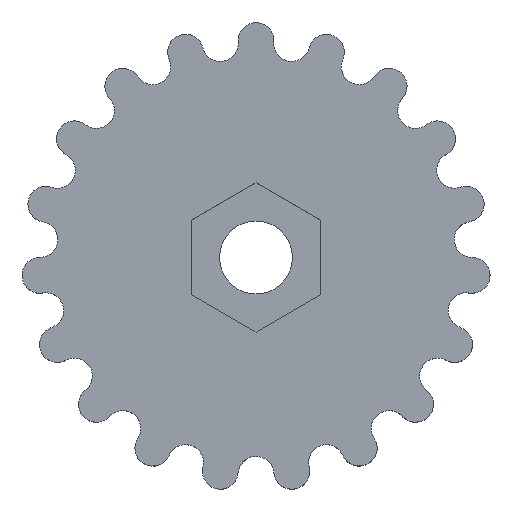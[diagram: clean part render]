
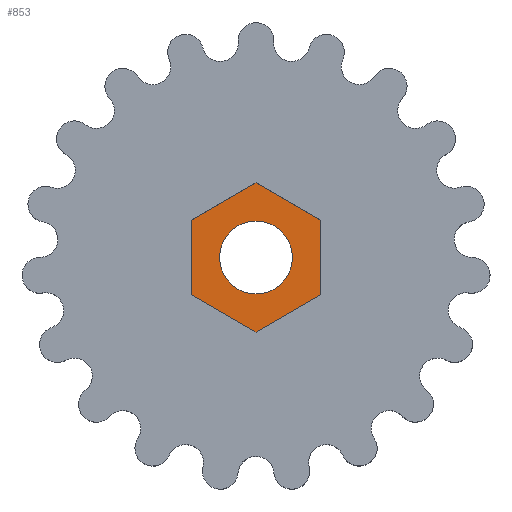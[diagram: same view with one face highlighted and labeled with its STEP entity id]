
A CAD part, top view. The second image highlights one B-rep face of the part: STEP entity #853.
In plain terms, the highlighted planar face has unit normal (0, 0, 1).
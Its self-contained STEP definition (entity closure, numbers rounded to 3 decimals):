
#15=FACE_BOUND('',#77,.T.);
#18=PLANE('',#926);
#28=FACE_OUTER_BOUND('',#76,.T.);
#76=EDGE_LOOP('',(#547,#548,#549,#550,#551,#552));
#77=EDGE_LOOP('',(#553));
#127=LINE('',#1370,#184);
#128=LINE('',#1372,#185);
#129=LINE('',#1374,#186);
#130=LINE('',#1376,#187);
#131=LINE('',#1378,#188);
#132=LINE('',#1379,#189);
#184=VECTOR('',#1060,10.);
#185=VECTOR('',#1061,10.);
#186=VECTOR('',#1062,10.);
#187=VECTOR('',#1063,10.);
#188=VECTOR('',#1064,10.);
#189=VECTOR('',#1065,10.);
#240=CIRCLE('',#924,2.1);
#318=VERTEX_POINT('',#1362);
#320=VERTEX_POINT('',#1368);
#321=VERTEX_POINT('',#1369);
#322=VERTEX_POINT('',#1371);
#323=VERTEX_POINT('',#1373);
#324=VERTEX_POINT('',#1375);
#325=VERTEX_POINT('',#1377);
#408=EDGE_CURVE('',#318,#318,#240,.T.);
#411=EDGE_CURVE('',#320,#321,#127,.T.);
#412=EDGE_CURVE('',#322,#320,#128,.T.);
#413=EDGE_CURVE('',#323,#322,#129,.T.);
#414=EDGE_CURVE('',#324,#323,#130,.T.);
#415=EDGE_CURVE('',#325,#324,#131,.T.);
#416=EDGE_CURVE('',#321,#325,#132,.T.);
#547=ORIENTED_EDGE('',*,*,#411,.F.);
#548=ORIENTED_EDGE('',*,*,#412,.F.);
#549=ORIENTED_EDGE('',*,*,#413,.F.);
#550=ORIENTED_EDGE('',*,*,#414,.F.);
#551=ORIENTED_EDGE('',*,*,#415,.F.);
#552=ORIENTED_EDGE('',*,*,#416,.F.);
#553=ORIENTED_EDGE('',*,*,#408,.T.);
#853=ADVANCED_FACE('',(#28,#15),#18,.T.);
#924=AXIS2_PLACEMENT_3D('',#1363,#1053,#1054);
#926=AXIS2_PLACEMENT_3D('',#1367,#1058,#1059);
#1053=DIRECTION('center_axis',(0.,0.,-1.));
#1054=DIRECTION('ref_axis',(-1.,0.,0.));
#1058=DIRECTION('center_axis',(0.,0.,1.));
#1059=DIRECTION('ref_axis',(1.,0.,0.));
#1060=DIRECTION('',(0.,1.,0.));
#1061=DIRECTION('',(-0.866,0.5,0.));
#1062=DIRECTION('',(-0.866,-0.5,0.));
#1063=DIRECTION('',(0.,-1.,0.));
#1064=DIRECTION('',(0.866,-0.5,0.));
#1065=DIRECTION('',(0.866,0.5,0.));
#1362=CARTESIAN_POINT('',(2.1,0.,1.));
#1363=CARTESIAN_POINT('Origin',(0.,0.,1.));
#1367=CARTESIAN_POINT('Origin',(0.,0.,
1.));
#1368=CARTESIAN_POINT('',(-3.725,-2.151,1.));
#1369=CARTESIAN_POINT('',(-3.725,2.151,1.));
#1370=CARTESIAN_POINT('',(-3.725,-1.075,1.));
#1371=CARTESIAN_POINT('',(0.,-4.301,1.));
#1372=CARTESIAN_POINT('',(-0.931,-3.764,1.));
#1373=CARTESIAN_POINT('',(3.725,-2.151,1.));
#1374=CARTESIAN_POINT('',(2.794,-2.688,1.));
#1375=CARTESIAN_POINT('',(3.725,2.151,1.));
#1376=CARTESIAN_POINT('',(3.725,1.075,1.));
#1377=CARTESIAN_POINT('',(0.,4.301,1.));
#1378=CARTESIAN_POINT('',(0.931,3.764,1.));
#1379=CARTESIAN_POINT('',(-2.794,2.688,1.));
